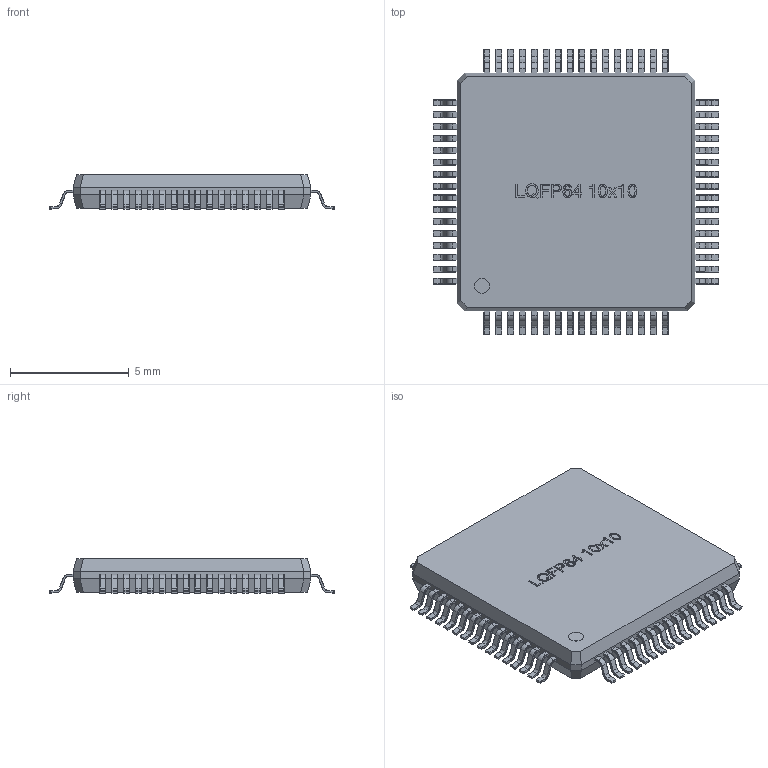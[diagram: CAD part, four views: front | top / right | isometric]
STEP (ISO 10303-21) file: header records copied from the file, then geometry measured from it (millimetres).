
FILE_DESCRIPTION(/* description */ (''),/* implementation_level */ '2;1');
FILE_NAME(/* name */ 'STM32F446RET6.step',/* time_stamp */ '2023-05-25T15:39:12-05:00',/* author */ (''),/* organization */ (''),/* preprocessor_version */ 'ST-DEVELOPER v19.2',/* originating_system */ 'Autodesk Translation Framework v12.4.0.73',/* authorisation */ '');
FILE_SCHEMA (('AUTOMOTIVE_DESIGN { 1 0 10303 214 3 1 1 }'));
Products named in the file (3): U1; LQFP-64_L10.0-W10.0-P0.50-LS12.0-BL; COMPOUND (9)
Assembly tree (2 placements, depth 3):
  U1
    LQFP-64_L10.0-W10.0-P0.50-LS12.0-BL
      COMPOUND (9)
Bounding box: 12 x 12 x 1.45 mm (x, y, z)
Volume: 138.6 mm3; surface area: 308.6 mm2
Topology: 65 solids, 65 shells, 3421 faces, 7174 edges, 3764 vertices
Faces by surface type: plane 1312, cylinder 1281, torus 512, sphere 256, bspline 60
Full cylindrical faces by diameter (mm): 0.63 x1
Entity records: 94423 total; most frequent: CARTESIAN_POINT 18040, DIRECTION 16780, ORIENTED_EDGE 14060, EDGE_CURVE 7030, AXIS2_PLACEMENT_3D 6504, LINE 3772, VECTOR 3772, VERTEX_POINT 3764
